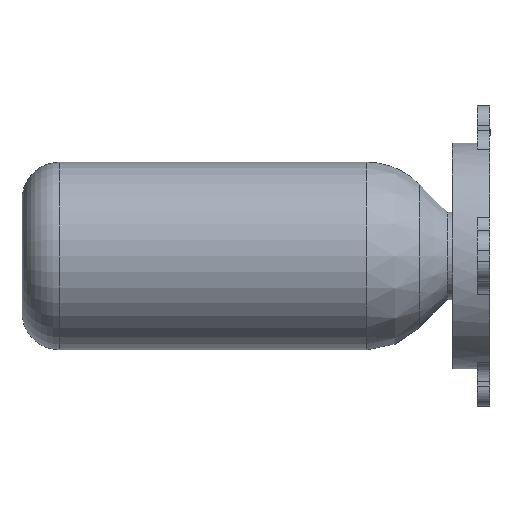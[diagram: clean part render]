
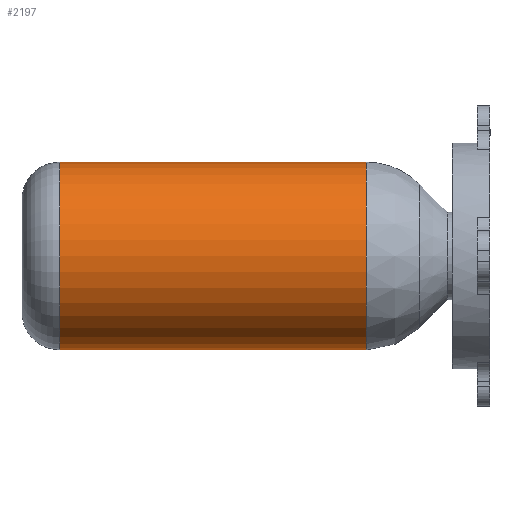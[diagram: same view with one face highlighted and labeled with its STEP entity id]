
A CAD part, left-side view. The second image highlights one B-rep face of the part: STEP entity #2197.
In plain terms, the highlighted cylindrical face has radius 37.5 mm (diameter 75 mm), a full revolution.
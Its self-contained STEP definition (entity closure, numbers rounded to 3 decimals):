
#99=CYLINDRICAL_SURFACE('',#2557,37.5);
#280=FACE_OUTER_BOUND('',#420,.T.);
#420=EDGE_LOOP('',(#2041,#2042,#2043,#2044,#2045,#2046));
#591=LINE('',#3931,#760);
#760=VECTOR('',#3243,37.5);
#893=CIRCLE('',#2554,37.5);
#894=CIRCLE('',#2555,37.5);
#896=CIRCLE('',#2558,37.5);
#897=CIRCLE('',#2559,37.5);
#1104=VERTEX_POINT('',#3922);
#1105=VERTEX_POINT('',#3923);
#1106=VERTEX_POINT('',#3928);
#1107=VERTEX_POINT('',#3929);
#1416=EDGE_CURVE('',#1104,#1105,#893,.T.);
#1417=EDGE_CURVE('',#1105,#1104,#894,.T.);
#1419=EDGE_CURVE('',#1106,#1107,#896,.T.);
#1420=EDGE_CURVE('',#1106,#1104,#591,.T.);
#1421=EDGE_CURVE('',#1107,#1106,#897,.T.);
#2041=ORIENTED_EDGE('',*,*,#1419,.F.);
#2042=ORIENTED_EDGE('',*,*,#1420,.T.);
#2043=ORIENTED_EDGE('',*,*,#1416,.T.);
#2044=ORIENTED_EDGE('',*,*,#1417,.T.);
#2045=ORIENTED_EDGE('',*,*,#1420,.F.);
#2046=ORIENTED_EDGE('',*,*,#1421,.F.);
#2197=ADVANCED_FACE('',(#280),#99,.T.);
#2554=AXIS2_PLACEMENT_3D('',#3924,#3233,#3234);
#2555=AXIS2_PLACEMENT_3D('',#3925,#3235,#3236);
#2557=AXIS2_PLACEMENT_3D('',#3927,#3239,#3240);
#2558=AXIS2_PLACEMENT_3D('',#3930,#3241,#3242);
#2559=AXIS2_PLACEMENT_3D('',#3932,#3244,#3245);
#3233=DIRECTION('center_axis',(0.,-1.,0.));
#3234=DIRECTION('ref_axis',(1.,0.,0.));
#3235=DIRECTION('center_axis',(0.,-1.,0.));
#3236=DIRECTION('ref_axis',(1.,0.,0.));
#3239=DIRECTION('center_axis',(0.,-1.,0.));
#3240=DIRECTION('ref_axis',(1.,0.,0.));
#3241=DIRECTION('center_axis',(0.,-1.,0.));
#3242=DIRECTION('ref_axis',(1.,0.,0.));
#3243=DIRECTION('',(0.,1.,0.));
#3244=DIRECTION('center_axis',(0.,-1.,0.));
#3245=DIRECTION('ref_axis',(1.,0.,0.));
#3922=CARTESIAN_POINT('',(-37.5,168.,0.));
#3923=CARTESIAN_POINT('',(0.,168.,37.5));
#3924=CARTESIAN_POINT('Origin',(0.,168.,0.));
#3925=CARTESIAN_POINT('Origin',(0.,168.,0.));
#3927=CARTESIAN_POINT('Origin',(0.,106.713,0.));
#3928=CARTESIAN_POINT('',(-37.5,45.426,0.));
#3929=CARTESIAN_POINT('',(0.,45.426,37.5));
#3930=CARTESIAN_POINT('Origin',(0.,45.426,0.));
#3931=CARTESIAN_POINT('',(-37.5,106.713,0.));
#3932=CARTESIAN_POINT('Origin',(0.,45.426,0.));
